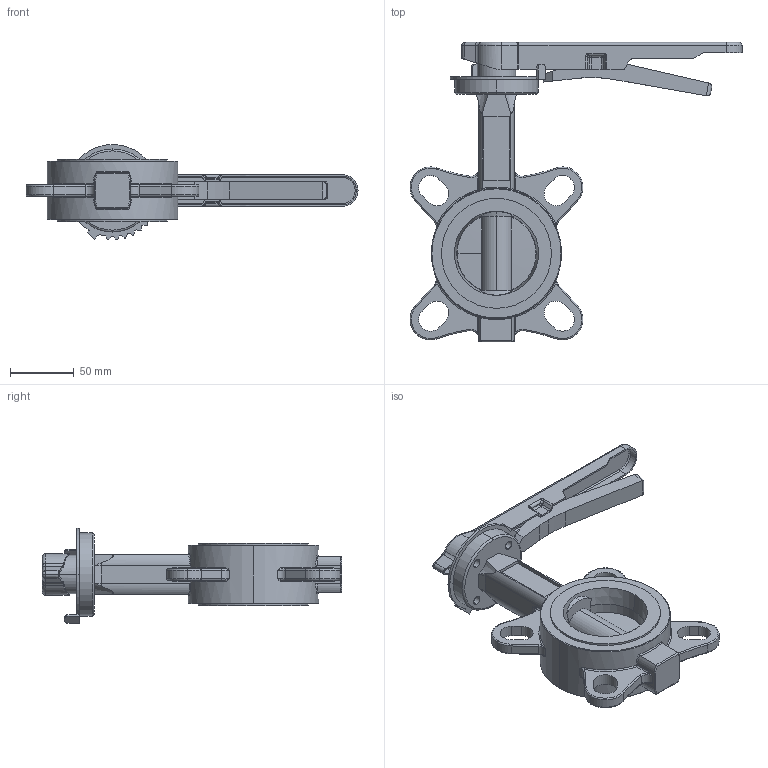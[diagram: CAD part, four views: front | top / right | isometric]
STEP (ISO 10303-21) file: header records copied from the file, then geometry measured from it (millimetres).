
FILE_DESCRIPTION (( 'STEP AP203' ), '1' );
FILE_NAME ('J9.000065L16C.STEP', '2018-10-05T14:58:51', ( '' ), ( '' ), 'SwSTEP 2.0', 'SolidWorks 2014', '' );
FILE_SCHEMA (( 'CONFIG_CONTROL_DESIGN' ));
Length unit declared in the file: millimetre
Products named in the file (1): J9.000065L16C
Bounding box: 259.62 x 234 x 74.35 mm (x, y, z)
Volume: 483981.4 mm3; surface area: 105278.4 mm2
Topology: 1 solids, 8 shells, 554 faces, 1413 edges, 859 vertices
Faces by surface type: cylinder 211, plane 165, torus 90, bspline 41, cone 40, sphere 7
Entity records: 19013 total; most frequent: CARTESIAN_POINT 5883, ORIENTED_EDGE 2772, DIRECTION 2756, EDGE_CURVE 1386, AXIS2_PLACEMENT_3D 1071, VERTEX_POINT 859, LINE 614, VECTOR 614
